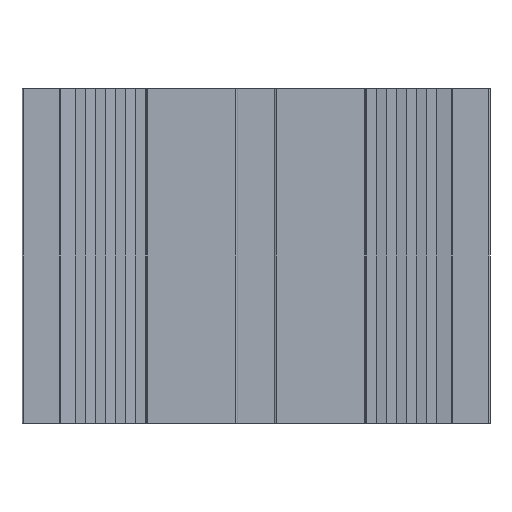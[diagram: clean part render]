
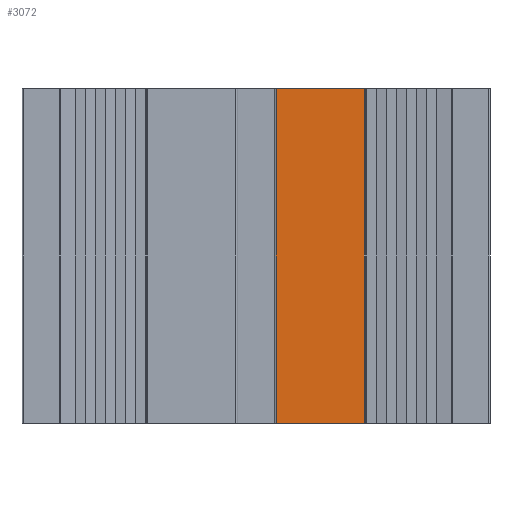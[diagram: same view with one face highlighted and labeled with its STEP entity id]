
A CAD part, front view. The second image highlights one B-rep face of the part: STEP entity #3072.
In plain terms, the highlighted planar face has unit normal (0, -1, 0).
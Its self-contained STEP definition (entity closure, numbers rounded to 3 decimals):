
#23 = LINE ( 'NONE', #1349, #1540 ) ;
#118 = CARTESIAN_POINT ( 'NONE',  ( 32.398, -7.5, -100. ) ) ;
#143 = EDGE_CURVE ( 'NONE', #1705, #3572, #722, .T. ) ;
#263 = LINE ( 'NONE', #3533, #2220 ) ;
#518 = ORIENTED_EDGE ( 'NONE', *, *, #2087, .T. ) ;
#722 = LINE ( 'NONE', #118, #825 ) ;
#825 = VECTOR ( 'NONE', #3760, 1000. ) ;
#1330 = DIRECTION ( 'NONE',  ( 0., 1., 0. ) ) ;
#1349 = CARTESIAN_POINT ( 'NONE',  ( 6., -7.5, -100. ) ) ;
#1474 = VECTOR ( 'NONE', #3869, 1000. ) ;
#1540 = VECTOR ( 'NONE', #2644, 1000. ) ;
#1579 = LINE ( 'NONE', #3848, #1474 ) ;
#1618 = VERTEX_POINT ( 'NONE', #3230 ) ;
#1653 = FACE_OUTER_BOUND ( 'NONE', #3183, .T. ) ;
#1673 = DIRECTION ( 'NONE',  ( 0., 0., 1. ) ) ;
#1705 = VERTEX_POINT ( 'NONE', #3166 ) ;
#1842 = CARTESIAN_POINT ( 'NONE',  ( 6., -7.5, -100. ) ) ;
#2087 = EDGE_CURVE ( 'NONE', #4183, #1618, #263, .T. ) ;
#2220 = VECTOR ( 'NONE', #3474, 1000. ) ;
#2341 = CARTESIAN_POINT ( 'NONE',  ( 7.676, -7.5, -100. ) ) ;
#2519 = ORIENTED_EDGE ( 'NONE', *, *, #143, .F. ) ;
#2644 = DIRECTION ( 'NONE',  ( 0., 0., 1. ) ) ;
#2974 = PLANE ( 'NONE',  #3546 ) ;
#3045 = ORIENTED_EDGE ( 'NONE', *, *, #3711, .T. ) ;
#3072 = ADVANCED_FACE ( 'NONE', ( #1653 ), #2974, .F. ) ;
#3082 = ORIENTED_EDGE ( 'NONE', *, *, #3440, .F. ) ;
#3166 = CARTESIAN_POINT ( 'NONE',  ( 32.398, -7.5, -100. ) ) ;
#3183 = EDGE_LOOP ( 'NONE', ( #518, #3082, #2519, #3045 ) ) ;
#3230 = CARTESIAN_POINT ( 'NONE',  ( 6., -7.5, 0. ) ) ;
#3440 = EDGE_CURVE ( 'NONE', #3572, #1618, #23, .T. ) ;
#3474 = DIRECTION ( 'NONE',  ( -1., 0., 0. ) ) ;
#3533 = CARTESIAN_POINT ( 'NONE',  ( 7.676, -7.5, 0. ) ) ;
#3546 = AXIS2_PLACEMENT_3D ( 'NONE', #2341, #1330, #1673 ) ;
#3572 = VERTEX_POINT ( 'NONE', #1842 ) ;
#3626 = CARTESIAN_POINT ( 'NONE',  ( 32.398, -7.5, 0. ) ) ;
#3711 = EDGE_CURVE ( 'NONE', #1705, #4183, #1579, .T. ) ;
#3760 = DIRECTION ( 'NONE',  ( -1., 0., 0. ) ) ;
#3848 = CARTESIAN_POINT ( 'NONE',  ( 32.398, -7.5, -100. ) ) ;
#3869 = DIRECTION ( 'NONE',  ( 0., 0., 1. ) ) ;
#4183 = VERTEX_POINT ( 'NONE', #3626 ) ;
